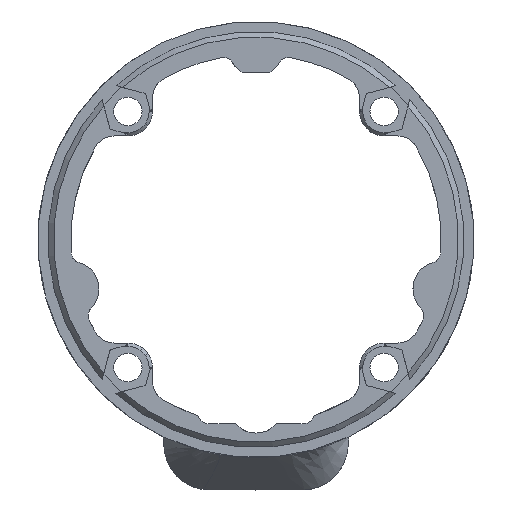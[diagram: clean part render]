
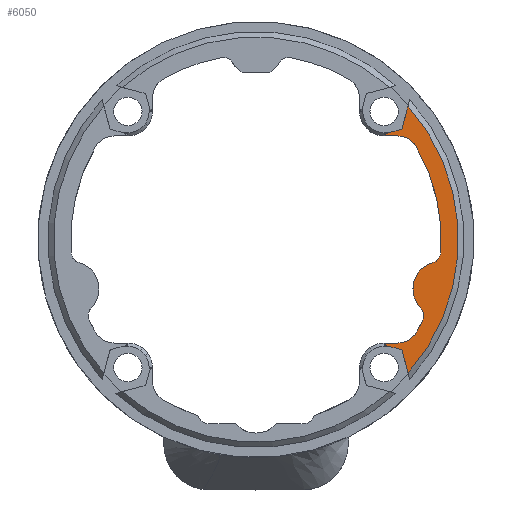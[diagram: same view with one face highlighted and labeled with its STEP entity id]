
A CAD part, left-side view. The second image highlights one B-rep face of the part: STEP entity #6050.
In plain terms, the highlighted planar face has unit normal (-1, 0, 0).
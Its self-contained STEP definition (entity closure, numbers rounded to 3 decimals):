
#228=PLANE('',#6437);
#444=FACE_OUTER_BOUND('',#788,.T.);
#788=EDGE_LOOP('',(#4662,#4663,#4664,#4665,#4666,#4667,#4668,#4669,#4670,
#4671,#4672,#4673,#4674,#4675,#4676,#4677,#4678,#4679));
#1223=B_SPLINE_CURVE_WITH_KNOTS('',3,(#13817,#13818,#13819,#13820,#13821,
#13822,#13823,#13824),.UNSPECIFIED.,.F.,.F.,(4,2,2,4),(-0.036,
-0.017,-0.008,0.),.UNSPECIFIED.);
#1224=B_SPLINE_CURVE_WITH_KNOTS('',3,(#13828,#13829,#13830,#13831,#13832,
#13833,#13834,#13835,#13836,#13837,#13838,#13839,#13840,#13841),
 .UNSPECIFIED.,.F.,.F.,(4,2,2,2,2,2,4),(-0.345,-0.249,
-0.186,-0.123,-0.081,-0.054,
-0.051),.UNSPECIFIED.);
#1225=B_SPLINE_CURVE_WITH_KNOTS('',3,(#13859,#13860,#13861,#13862,#13863,
#13864,#13865,#13866),.UNSPECIFIED.,.F.,.F.,(4,2,2,4),(-0.009,
-0.007,-0.005,0.),.UNSPECIFIED.);
#1508=LINE('',#13811,#1881);
#1509=LINE('',#13815,#1882);
#1510=LINE('',#13826,#1883);
#1511=LINE('',#13843,#1884);
#1512=LINE('',#13854,#1885);
#1513=LINE('',#13858,#1886);
#1881=VECTOR('',#7182,10.);
#1882=VECTOR('',#7185,10.);
#1883=VECTOR('',#7186,10.);
#1884=VECTOR('',#7187,10.);
#1885=VECTOR('',#7198,10.);
#1886=VECTOR('',#7201,10.);
#2160=CIRCLE('',#6337,2.);
#2184=CIRCLE('',#6404,5.);
#2210=CIRCLE('',#6438,37.15);
#2211=CIRCLE('',#6439,4.);
#2212=CIRCLE('',#6440,34.);
#2213=CIRCLE('',#6441,2.);
#2214=CIRCLE('',#6442,34.);
#2215=CIRCLE('',#6443,4.);
#2216=CIRCLE('',#6444,0.35);
#2472=VERTEX_POINT('',#10619);
#2473=VERTEX_POINT('',#10621);
#2572=VERTEX_POINT('',#13342);
#2637=VERTEX_POINT('',#13809);
#2638=VERTEX_POINT('',#13810);
#2639=VERTEX_POINT('',#13812);
#2640=VERTEX_POINT('',#13814);
#2641=VERTEX_POINT('',#13816);
#2642=VERTEX_POINT('',#13825);
#2643=VERTEX_POINT('',#13827);
#2644=VERTEX_POINT('',#13842);
#2645=VERTEX_POINT('',#13844);
#2646=VERTEX_POINT('',#13847);
#2647=VERTEX_POINT('',#13849);
#2648=VERTEX_POINT('',#13851);
#2649=VERTEX_POINT('',#13853);
#2650=VERTEX_POINT('',#13855);
#2651=VERTEX_POINT('',#13857);
#3146=EDGE_CURVE('',#2472,#2473,#2160,.T.);
#3324=EDGE_CURVE('',#2472,#2572,#2184,.T.);
#3403=EDGE_CURVE('',#2637,#2638,#1508,.T.);
#3404=EDGE_CURVE('',#2638,#2639,#2210,.F.);
#3405=EDGE_CURVE('',#2639,#2640,#1509,.T.);
#3406=EDGE_CURVE('',#2640,#2641,#1223,.T.);
#3407=EDGE_CURVE('',#2641,#2642,#1510,.T.);
#3408=EDGE_CURVE('',#2642,#2643,#1224,.T.);
#3409=EDGE_CURVE('',#2643,#2644,#1511,.T.);
#3410=EDGE_CURVE('',#2644,#2645,#2211,.T.);
#3411=EDGE_CURVE('',#2645,#2473,#2212,.T.);
#3412=EDGE_CURVE('',#2646,#2572,#2213,.T.);
#3413=EDGE_CURVE('',#2646,#2647,#2214,.T.);
#3414=EDGE_CURVE('',#2647,#2648,#2215,.T.);
#3415=EDGE_CURVE('',#2648,#2649,#1512,.T.);
#3416=EDGE_CURVE('',#2649,#2650,#2216,.T.);
#3417=EDGE_CURVE('',#2650,#2651,#1513,.T.);
#3418=EDGE_CURVE('',#2651,#2637,#1225,.T.);
#4662=ORIENTED_EDGE('',*,*,#3403,.T.);
#4663=ORIENTED_EDGE('',*,*,#3404,.T.);
#4664=ORIENTED_EDGE('',*,*,#3405,.T.);
#4665=ORIENTED_EDGE('',*,*,#3406,.T.);
#4666=ORIENTED_EDGE('',*,*,#3407,.T.);
#4667=ORIENTED_EDGE('',*,*,#3408,.T.);
#4668=ORIENTED_EDGE('',*,*,#3409,.T.);
#4669=ORIENTED_EDGE('',*,*,#3410,.T.);
#4670=ORIENTED_EDGE('',*,*,#3411,.T.);
#4671=ORIENTED_EDGE('',*,*,#3146,.F.);
#4672=ORIENTED_EDGE('',*,*,#3324,.T.);
#4673=ORIENTED_EDGE('',*,*,#3412,.F.);
#4674=ORIENTED_EDGE('',*,*,#3413,.T.);
#4675=ORIENTED_EDGE('',*,*,#3414,.T.);
#4676=ORIENTED_EDGE('',*,*,#3415,.T.);
#4677=ORIENTED_EDGE('',*,*,#3416,.T.);
#4678=ORIENTED_EDGE('',*,*,#3417,.T.);
#4679=ORIENTED_EDGE('',*,*,#3418,.T.);
#6050=ADVANCED_FACE('',(#444),#228,.F.);
#6337=AXIS2_PLACEMENT_3D('',#10622,#6877,#6878);
#6404=AXIS2_PLACEMENT_3D('',#13344,#7083,#7084);
#6437=AXIS2_PLACEMENT_3D('',#13808,#7180,#7181);
#6438=AXIS2_PLACEMENT_3D('',#13813,#7183,#7184);
#6439=AXIS2_PLACEMENT_3D('',#13845,#7188,#7189);
#6440=AXIS2_PLACEMENT_3D('',#13846,#7190,#7191);
#6441=AXIS2_PLACEMENT_3D('',#13848,#7192,#7193);
#6442=AXIS2_PLACEMENT_3D('',#13850,#7194,#7195);
#6443=AXIS2_PLACEMENT_3D('',#13852,#7196,#7197);
#6444=AXIS2_PLACEMENT_3D('',#13856,#7199,#7200);
#6877=DIRECTION('center_axis',(-1.,0.,0.));
#6878=DIRECTION('ref_axis',(0.,-0.775,-0.633));
#7083=DIRECTION('center_axis',(-1.,0.,0.));
#7084=DIRECTION('ref_axis',(0.,0.52,-0.854));
#7180=DIRECTION('center_axis',(1.,0.,0.));
#7181=DIRECTION('ref_axis',(0.,0.,
-1.));
#7182=DIRECTION('',(0.,-0.259,-0.966));
#7183=DIRECTION('center_axis',(1.,0.,0.));
#7184=DIRECTION('ref_axis',(0.,-1.,0.));
#7185=DIRECTION('',(0.,0.259,-0.966));
#7186=DIRECTION('',(0.,0.966,-0.259));
#7187=DIRECTION('',(0.,-1.,0.));
#7188=DIRECTION('center_axis',(1.,0.,0.));
#7189=DIRECTION('ref_axis',(0.,-0.5,0.866));
#7190=DIRECTION('center_axis',(1.,0.,0.));
#7191=DIRECTION('ref_axis',(0.,-0.861,0.509));
#7192=DIRECTION('center_axis',(-1.,0.,0.));
#7193=DIRECTION('ref_axis',(0.,-0.987,0.161));
#7194=DIRECTION('center_axis',(1.,0.,0.));
#7195=DIRECTION('ref_axis',(0.,-0.861,0.509));
#7196=DIRECTION('center_axis',(1.,0.,0.));
#7197=DIRECTION('ref_axis',(0.,-0.5,-0.866));
#7198=DIRECTION('',(0.,1.,0.));
#7199=DIRECTION('center_axis',(-1.,0.,0.));
#7200=DIRECTION('ref_axis',(0.,0.259,-0.966));
#7201=DIRECTION('',(0.,-0.966,-0.259));
#10619=CARTESIAN_POINT('',(32.55,-32.456,-4.245));
#10621=CARTESIAN_POINT('',(32.55,-33.911,-2.464));
#10622=CARTESIAN_POINT('Origin',(32.55,-31.916,-2.319));
#13342=CARTESIAN_POINT('',(32.55,-30.23,-12.552));
#13344=CARTESIAN_POINT('Origin',(32.55,-33.807,-9.059));
#13808=CARTESIAN_POINT('Origin',(32.55,0.196,-3.194));
#13809=CARTESIAN_POINT('',(32.55,-26.8,-20.337));
#13810=CARTESIAN_POINT('',(32.55,-27.918,-24.51));
#13811=CARTESIAN_POINT('',(32.55,-24.303,-11.018));
#13812=CARTESIAN_POINT('',(32.55,-27.914,24.514));
#13813=CARTESIAN_POINT('Origin',(32.55,0.,0.));
#13814=CARTESIAN_POINT('',(32.55,-26.8,20.354));
#13815=CARTESIAN_POINT('',(32.55,-23.546,8.211));
#13816=CARTESIAN_POINT('',(32.55,-26.658,20.213));
#13817=CARTESIAN_POINT('Ctrl Pts',(32.55,-26.8,20.354));
#13818=CARTESIAN_POINT('Ctrl Pts',(32.55,-26.796,20.34));
#13819=CARTESIAN_POINT('Ctrl Pts',(32.55,-26.788,20.316));
#13820=CARTESIAN_POINT('Ctrl Pts',(32.55,-26.761,20.278));
#13821=CARTESIAN_POINT('Ctrl Pts',(32.55,-26.746,20.26));
#13822=CARTESIAN_POINT('Ctrl Pts',(32.55,-26.705,20.231));
#13823=CARTESIAN_POINT('Ctrl Pts',(32.55,-26.683,20.22));
#13824=CARTESIAN_POINT('Ctrl Pts',(32.55,-26.658,20.213));
#13825=CARTESIAN_POINT('',(32.55,-23.966,19.492));
#13826=CARTESIAN_POINT('',(32.55,-11.284,16.094));
#13827=CARTESIAN_POINT('',(32.55,-23.741,19.004));
#13828=CARTESIAN_POINT('Ctrl Pts',(32.55,-23.966,19.492));
#13829=CARTESIAN_POINT('Ctrl Pts',(32.55,-23.932,19.482));
#13830=CARTESIAN_POINT('Ctrl Pts',(32.55,-23.898,19.468));
#13831=CARTESIAN_POINT('Ctrl Pts',(32.55,-23.848,19.436));
#13832=CARTESIAN_POINT('Ctrl Pts',(32.55,-23.82,19.415));
#13833=CARTESIAN_POINT('Ctrl Pts',(32.55,-23.763,19.349));
#13834=CARTESIAN_POINT('Ctrl Pts',(32.55,-23.741,19.31));
#13835=CARTESIAN_POINT('Ctrl Pts',(32.55,-23.717,19.241));
#13836=CARTESIAN_POINT('Ctrl Pts',(32.55,-23.706,19.198));
#13837=CARTESIAN_POINT('Ctrl Pts',(32.55,-23.708,19.112));
#13838=CARTESIAN_POINT('Ctrl Pts',(32.55,-23.714,19.068));
#13839=CARTESIAN_POINT('Ctrl Pts',(32.55,-23.736,19.015));
#13840=CARTESIAN_POINT('Ctrl Pts',(32.55,-23.738,19.009));
#13841=CARTESIAN_POINT('Ctrl Pts',(32.55,-23.741,19.004));
#13842=CARTESIAN_POINT('',(32.55,-25.979,19.004));
#13843=CARTESIAN_POINT('',(32.55,-12.602,19.004));
#13844=CARTESIAN_POINT('',(32.55,-29.442,17.004));
#13845=CARTESIAN_POINT('Origin',(32.55,-25.979,15.004));
#13846=CARTESIAN_POINT('Origin',(32.55,0.,0.));
#13847=CARTESIAN_POINT('',(32.55,-30.599,-14.821));
#13848=CARTESIAN_POINT('Origin',(32.55,-28.799,-13.95));
#13849=CARTESIAN_POINT('',(32.55,-29.447,-16.996));
#13850=CARTESIAN_POINT('Origin',(32.55,0.,0.));
#13851=CARTESIAN_POINT('',(32.55,-25.983,-18.996));
#13852=CARTESIAN_POINT('Origin',(32.55,-25.983,-14.996));
#13853=CARTESIAN_POINT('',(32.55,-23.78,-18.996));
#13854=CARTESIAN_POINT('',(32.55,-11.657,-18.996));
#13855=CARTESIAN_POINT('',(32.55,-24.005,-19.484));
#13856=CARTESIAN_POINT('Origin',(32.55,-24.096,-19.146));
#13857=CARTESIAN_POINT('',(32.55,-26.658,-20.195));
#13858=CARTESIAN_POINT('',(32.55,-12.041,-16.279));
#13859=CARTESIAN_POINT('Ctrl Pts',(32.55,-26.658,-20.195));
#13860=CARTESIAN_POINT('Ctrl Pts',(32.55,-26.68,-20.201));
#13861=CARTESIAN_POINT('Ctrl Pts',(32.55,-26.701,-20.211));
#13862=CARTESIAN_POINT('Ctrl Pts',(32.55,-26.741,-20.239));
#13863=CARTESIAN_POINT('Ctrl Pts',(32.55,-26.757,-20.255));
#13864=CARTESIAN_POINT('Ctrl Pts',(32.55,-26.787,-20.296));
#13865=CARTESIAN_POINT('Ctrl Pts',(32.55,-26.795,-20.321));
#13866=CARTESIAN_POINT('Ctrl Pts',(32.55,-26.8,-20.337));
